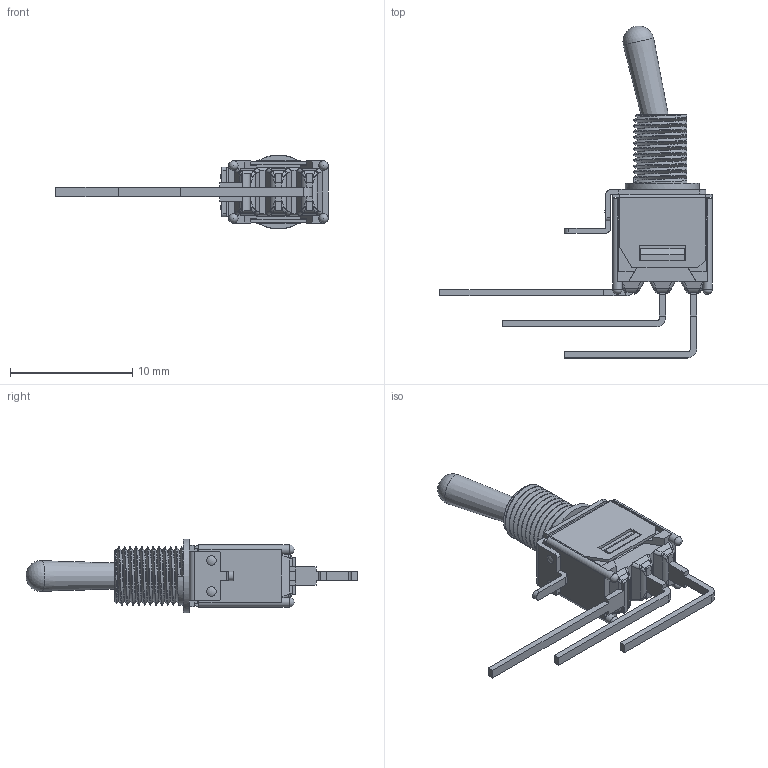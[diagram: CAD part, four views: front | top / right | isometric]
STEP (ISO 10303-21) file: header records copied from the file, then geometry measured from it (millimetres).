
FILE_DESCRIPTION( ( 'STEP AP214' ), '1' );
FILE_NAME( 'T101LHAVKE.stp', '2019-01-17T23:59:00', ( '' ), ( '' ), ' ', 'PARTsolutions', ' ' );
FILE_SCHEMA( ( 'AUTOMOTIVE_DESIGN { 1 0 10303 214 1 1 1 1 }' ) );
Length unit declared in the file: inch
Products named in the file (3): T101LHAVKE; 1
Assembly tree (2 placements, depth 2):
  T101LHAVKE
    1
    1
Bounding box: 22.25 x 27.13 x 6.05 mm (x, y, z)
Volume: 47.6 mm3; surface area: 1247.3 mm2
Topology: 1 solids, 488 shells, 496 faces, 2748 edges, 2727 vertices
Faces by surface type: plane 309, cylinder 90, bspline 80, sphere 8, cone 7, torus 2
Full cylindrical faces by diameter (mm): 0.762 x4, 1.295 x1, 2.718 x1, 3.175 x1, 6.045 x1
Entity records: 33370 total; most frequent: CARTESIAN_POINT 14494, DIRECTION 3340, ORIENTED_EDGE 2720, VERTEX_POINT 2718, EDGE_CURVE 2712, LINE 1862, VECTOR 1862, AXIS2_PLACEMENT_3D 739
